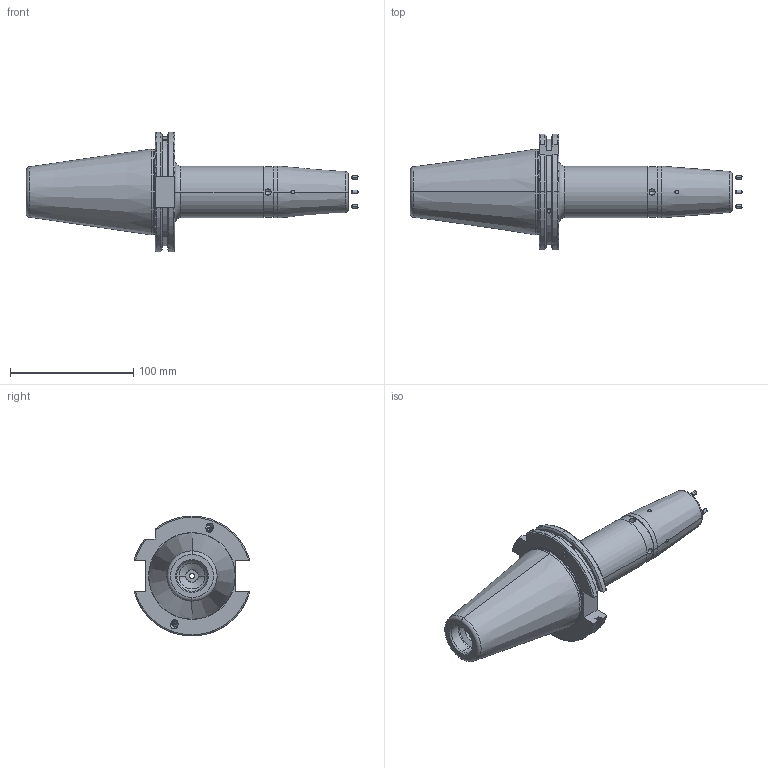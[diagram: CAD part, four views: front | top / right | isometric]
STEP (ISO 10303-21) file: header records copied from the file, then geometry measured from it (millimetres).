
FILE_DESCRIPTION (( 'STEP AP214' ), '1' );
FILE_NAME ('F1S509H-SFK18160.STEP', '2024-05-28T07:36:44', ( '' ), ( '' ), 'SwSTEP 2.0', 'SolidWorks 2024', '' );
FILE_SCHEMA (( 'AUTOMOTIVE_DESIGN' ));
Length unit declared in the file: millimetre
Products named in the file (7): SCWM12X1X20-FLAT; EXPANDER PLUG Ø3x3.6; GS-M4X4-COATING_DIN 913 - M4 x 4-N; GS-M3X5; SK50SFK18160FWW; F1S509H-SFK18160; GS-M4X4_DIN 913 - M4 x 4-N
Assembly tree (14 placements, depth 2):
  F1S509H-SFK18160
    SK50SFK18160FWW
    SCWM12X1X20-FLAT
    EXPANDER PLUG Ø3x3.6  x4
    GS-M4X4_DIN 913 - M4 x 4-N  x2
    GS-M4X4-COATING_DIN 913 - M4 x 4-N  x2
    GS-M3X5  x4
Bounding box: 269.79 x 94.05 x 97.5 mm (x, y, z)
Volume: 482387.9 mm3; surface area: 71578.7 mm2
Topology: 14 solids, 14 shells, 447 faces, 1059 edges, 638 vertices
Faces by surface type: cone 160, cylinder 134, plane 133, torus 20
Entity records: 10091 total; most frequent: CARTESIAN_POINT 2934, DIRECTION 1513, ORIENTED_EDGE 1410, EDGE_CURVE 705, AXIS2_PLACEMENT_3D 604, VERTEX_POINT 431, EDGE_LOOP 332, VECTOR 305
